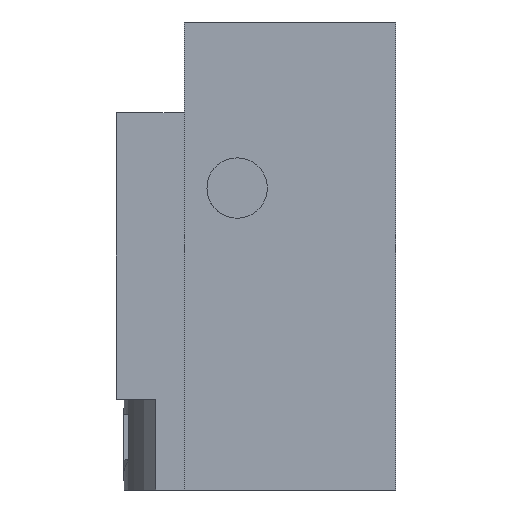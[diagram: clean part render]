
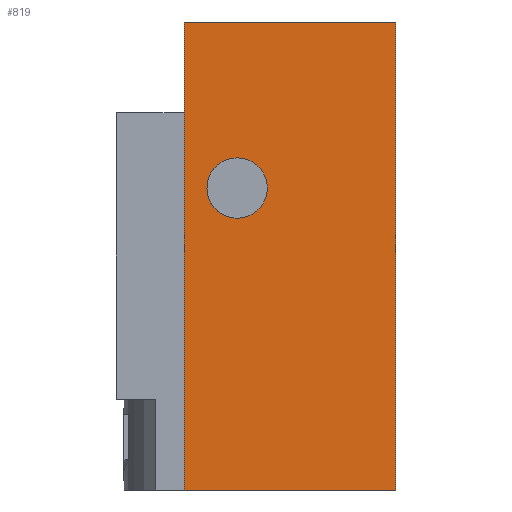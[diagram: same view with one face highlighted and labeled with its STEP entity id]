
A CAD part, left-side view. The second image highlights one B-rep face of the part: STEP entity #819.
In plain terms, the highlighted planar face has unit normal (-1, 0, 0).
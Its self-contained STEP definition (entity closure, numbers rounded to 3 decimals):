
#193 = FACE_BOUND ( 'NONE', #10397, .T. ) ;
#194 = FACE_OUTER_BOUND ( 'NONE', #10395, .T. ) ;
#602 = AXIS2_PLACEMENT_3D ( 'NONE', #9235, #9236, #9237 ) ;
#749 = AXIS2_PLACEMENT_3D ( 'NONE', #3157, #3158, #3159 ) ;
#819 = ADVANCED_FACE ( 'NONE', ( #193, #194 ), #11276, .T. ) ;
#3157 = CARTESIAN_POINT ( 'NONE',  ( -50., 7., -22. ) ) ;
#3158 = DIRECTION ( 'NONE',  ( -1., 0., 0. ) ) ;
#3159 = DIRECTION ( 'NONE',  ( 0., -1., 0. ) ) ;
#3239 = CARTESIAN_POINT ( 'NONE',  ( -50., -14., -31. ) ) ;
#3240 = DIRECTION ( 'NONE',  ( 0., 0., 1. ) ) ;
#3241 = CARTESIAN_POINT ( 'NONE',  ( -50., -14., -62. ) ) ;
#3242 = DIRECTION ( 'NONE',  ( 0., 1., 0. ) ) ;
#3243 = CARTESIAN_POINT ( 'NONE',  ( -50., 14., -31. ) ) ;
#3244 = DIRECTION ( 'NONE',  ( 0., 0., 1. ) ) ;
#3245 = CARTESIAN_POINT ( 'NONE',  ( -50., 14., 0. ) ) ;
#3246 = DIRECTION ( 'NONE',  ( 0., -1., 0. ) ) ;
#3324 = CARTESIAN_POINT ( 'NONE',  ( -50., 3., -22. ) ) ;
#3388 = CARTESIAN_POINT ( 'NONE',  ( -50., 14., 0. ) ) ;
#3428 = CARTESIAN_POINT ( 'NONE',  ( -50., 11., -22. ) ) ;
#3495 = CARTESIAN_POINT ( 'NONE',  ( -50., -14., -62. ) ) ;
#3547 = CARTESIAN_POINT ( 'NONE',  ( -50., 14., -62. ) ) ;
#3625 = CARTESIAN_POINT ( 'NONE',  ( -50., -14., 0. ) ) ;
#3932 = CIRCLE ( 'NONE', #749, 4. ) ;
#3981 = LINE ( 'NONE', #3239, #3983 ) ;
#3983 = VECTOR ( 'NONE', #3240, 1000. ) ;
#3984 = LINE ( 'NONE', #3241, #3985 ) ;
#3985 = VECTOR ( 'NONE', #3242, 1000. ) ;
#3986 = LINE ( 'NONE', #3243, #3987 ) ;
#3987 = VECTOR ( 'NONE', #3244, 1000. ) ;
#3988 = LINE ( 'NONE', #3245, #3989 ) ;
#3989 = VECTOR ( 'NONE', #3246, 1000. ) ;
#5237 = ORIENTED_EDGE ( 'NONE', *, *, #10821, .F. ) ;
#5238 = ORIENTED_EDGE ( 'NONE', *, *, #7673, .F. ) ;
#5239 = ORIENTED_EDGE ( 'NONE', *, *, #10857, .F. ) ;
#5240 = ORIENTED_EDGE ( 'NONE', *, *, #10856, .F. ) ;
#5241 = ORIENTED_EDGE ( 'NONE', *, *, #10855, .F. ) ;
#5242 = ORIENTED_EDGE ( 'NONE', *, *, #10854, .T. ) ;
#5889 = CIRCLE ( 'NONE', #602, 4. ) ;
#7673 = EDGE_CURVE ( 'NONE', #11005, #10901, #5889, .T. ) ;
#9235 = CARTESIAN_POINT ( 'NONE',  ( -50., 7., -22. ) ) ;
#9236 = DIRECTION ( 'NONE',  ( -1., 0., 0. ) ) ;
#9237 = DIRECTION ( 'NONE',  ( 0., -1., 0. ) ) ;
#10395 = EDGE_LOOP ( 'NONE', ( #5239, #5240, #5241, #5242 ) ) ;
#10397 = EDGE_LOOP ( 'NONE', ( #5237, #5238 ) ) ;
#10515 = AXIS2_PLACEMENT_3D ( 'NONE', #11277, #11278, #11279 ) ;
#10821 = EDGE_CURVE ( 'NONE', #10901, #11005, #3932, .T. ) ;
#10854 = EDGE_CURVE ( 'NONE', #11072, #11202, #3981, .T. ) ;
#10855 = EDGE_CURVE ( 'NONE', #11072, #11124, #3984, .T. ) ;
#10856 = EDGE_CURVE ( 'NONE', #11124, #10965, #3986, .T. ) ;
#10857 = EDGE_CURVE ( 'NONE', #10965, #11202, #3988, .T. ) ;
#10901 = VERTEX_POINT ( 'NONE', #3324 ) ;
#10965 = VERTEX_POINT ( 'NONE', #3388 ) ;
#11005 = VERTEX_POINT ( 'NONE', #3428 ) ;
#11072 = VERTEX_POINT ( 'NONE', #3495 ) ;
#11124 = VERTEX_POINT ( 'NONE', #3547 ) ;
#11202 = VERTEX_POINT ( 'NONE', #3625 ) ;
#11276 = PLANE ( 'NONE',  #10515 ) ;
#11277 = CARTESIAN_POINT ( 'NONE',  ( -50., 14., -31. ) ) ;
#11278 = DIRECTION ( 'NONE',  ( -1., 0., 0. ) ) ;
#11279 = DIRECTION ( 'NONE',  ( 0., -1., 0. ) ) ;
